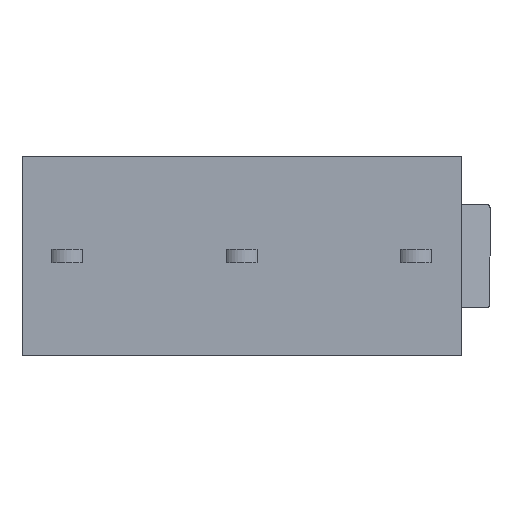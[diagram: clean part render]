
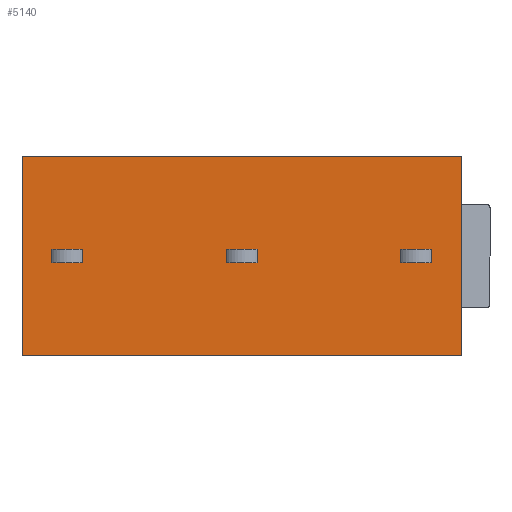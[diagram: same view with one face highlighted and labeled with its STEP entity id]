
A CAD part, front view. The second image highlights one B-rep face of the part: STEP entity #5140.
In plain terms, the highlighted planar face has unit normal (0, -1, 0).
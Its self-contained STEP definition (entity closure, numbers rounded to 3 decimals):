
#238=FACE_BOUND('',#828,.T.);
#239=FACE_BOUND('',#829,.T.);
#240=FACE_BOUND('',#830,.T.);
#538=FACE_OUTER_BOUND('',#827,.T.);
#827=EDGE_LOOP('',(#4284,#4285,#4286,#4287));
#828=EDGE_LOOP('',(#4288,#4289,#4290,#4291));
#829=EDGE_LOOP('',(#4292,#4293,#4294,#4295));
#830=EDGE_LOOP('',(#4296,#4297,#4298,#4299));
#1301=LINE('',#8737,#1858);
#1314=LINE('',#8785,#1871);
#1315=LINE('',#8787,#1872);
#1316=LINE('',#8789,#1873);
#1317=LINE('',#8790,#1874);
#1318=LINE('',#8793,#1875);
#1319=LINE('',#8795,#1876);
#1320=LINE('',#8797,#1877);
#1321=LINE('',#8798,#1878);
#1322=LINE('',#8801,#1879);
#1323=LINE('',#8803,#1880);
#1324=LINE('',#8805,#1881);
#1325=LINE('',#8806,#1882);
#1326=LINE('',#8808,#1883);
#1327=LINE('',#8810,#1884);
#1328=LINE('',#8811,#1885);
#1858=VECTOR('',#6279,1000.);
#1871=VECTOR('',#6328,1000.);
#1872=VECTOR('',#6329,1000.);
#1873=VECTOR('',#6330,1000.);
#1874=VECTOR('',#6331,1000.);
#1875=VECTOR('',#6332,1000.);
#1876=VECTOR('',#6333,1000.);
#1877=VECTOR('',#6334,1000.);
#1878=VECTOR('',#6335,1000.);
#1879=VECTOR('',#6336,1000.);
#1880=VECTOR('',#6337,1000.);
#1881=VECTOR('',#6338,1000.);
#1882=VECTOR('',#6339,1000.);
#1883=VECTOR('',#6340,1000.);
#1884=VECTOR('',#6341,1000.);
#1885=VECTOR('',#6342,1000.);
#2372=VERTEX_POINT('',#8733);
#2373=VERTEX_POINT('',#8735);
#2389=VERTEX_POINT('',#8783);
#2390=VERTEX_POINT('',#8784);
#2391=VERTEX_POINT('',#8786);
#2392=VERTEX_POINT('',#8788);
#2393=VERTEX_POINT('',#8791);
#2394=VERTEX_POINT('',#8792);
#2395=VERTEX_POINT('',#8794);
#2396=VERTEX_POINT('',#8796);
#2397=VERTEX_POINT('',#8799);
#2398=VERTEX_POINT('',#8800);
#2399=VERTEX_POINT('',#8802);
#2400=VERTEX_POINT('',#8804);
#2401=VERTEX_POINT('',#8807);
#2402=VERTEX_POINT('',#8809);
#3033=EDGE_CURVE('',#2373,#2372,#1301,.T.);
#3056=EDGE_CURVE('',#2389,#2390,#1314,.T.);
#3057=EDGE_CURVE('',#2391,#2390,#1315,.T.);
#3058=EDGE_CURVE('',#2392,#2391,#1316,.T.);
#3059=EDGE_CURVE('',#2392,#2389,#1317,.T.);
#3060=EDGE_CURVE('',#2393,#2394,#1318,.T.);
#3061=EDGE_CURVE('',#2395,#2393,#1319,.T.);
#3062=EDGE_CURVE('',#2396,#2395,#1320,.T.);
#3063=EDGE_CURVE('',#2394,#2396,#1321,.T.);
#3064=EDGE_CURVE('',#2397,#2398,#1322,.T.);
#3065=EDGE_CURVE('',#2399,#2397,#1323,.T.);
#3066=EDGE_CURVE('',#2400,#2399,#1324,.T.);
#3067=EDGE_CURVE('',#2398,#2400,#1325,.T.);
#3068=EDGE_CURVE('',#2401,#2373,#1326,.T.);
#3069=EDGE_CURVE('',#2402,#2401,#1327,.T.);
#3070=EDGE_CURVE('',#2372,#2402,#1328,.T.);
#4284=ORIENTED_EDGE('',*,*,#3056,.T.);
#4285=ORIENTED_EDGE('',*,*,#3057,.F.);
#4286=ORIENTED_EDGE('',*,*,#3058,.F.);
#4287=ORIENTED_EDGE('',*,*,#3059,.T.);
#4288=ORIENTED_EDGE('',*,*,#3060,.F.);
#4289=ORIENTED_EDGE('',*,*,#3061,.F.);
#4290=ORIENTED_EDGE('',*,*,#3062,.F.);
#4291=ORIENTED_EDGE('',*,*,#3063,.F.);
#4292=ORIENTED_EDGE('',*,*,#3064,.F.);
#4293=ORIENTED_EDGE('',*,*,#3065,.F.);
#4294=ORIENTED_EDGE('',*,*,#3066,.F.);
#4295=ORIENTED_EDGE('',*,*,#3067,.F.);
#4296=ORIENTED_EDGE('',*,*,#3033,.F.);
#4297=ORIENTED_EDGE('',*,*,#3068,.F.);
#4298=ORIENTED_EDGE('',*,*,#3069,.F.);
#4299=ORIENTED_EDGE('',*,*,#3070,.F.);
#4889=PLANE('',#5454);
#5140=ADVANCED_FACE('',(#538,#238,#239,#240),#4889,.F.);
#5454=AXIS2_PLACEMENT_3D('',#8782,#6326,#6327);
#6279=DIRECTION('',(0.,0.,-1.));
#6326=DIRECTION('center_axis',(0.,1.,0.));
#6327=DIRECTION('ref_axis',(-1.,0.,0.));
#6328=DIRECTION('',(1.,0.,0.));
#6329=DIRECTION('',(0.,0.,-1.));
#6330=DIRECTION('',(1.,0.,0.));
#6331=DIRECTION('',(0.,0.,-1.));
#6332=DIRECTION('',(0.,0.,1.));
#6333=DIRECTION('',(1.,0.,0.));
#6334=DIRECTION('',(0.,0.,-1.));
#6335=DIRECTION('',(-1.,0.,0.));
#6336=DIRECTION('',(0.,0.,-1.));
#6337=DIRECTION('',(-1.,0.,0.));
#6338=DIRECTION('',(0.,0.,1.));
#6339=DIRECTION('',(1.,0.,0.));
#6340=DIRECTION('',(-1.,0.,0.));
#6341=DIRECTION('',(0.,0.,1.));
#6342=DIRECTION('',(1.,0.,0.));
#8733=CARTESIAN_POINT('',(-3.7,-1.5,-0.2));
#8735=CARTESIAN_POINT('',(-3.7,-1.5,0.2));
#8737=CARTESIAN_POINT('',(-3.7,-1.5,0.2));
#8782=CARTESIAN_POINT('Origin',(-9.65,-1.5,2.9));
#8783=CARTESIAN_POINT('',(-9.65,-1.5,-2.9));
#8784=CARTESIAN_POINT('',(3.15,-1.5,-2.9));
#8785=CARTESIAN_POINT('',(-9.65,-1.5,-2.9));
#8786=CARTESIAN_POINT('',(3.15,-1.5,2.9));
#8787=CARTESIAN_POINT('',(3.15,-1.5,2.9));
#8788=CARTESIAN_POINT('',(-9.65,-1.5,2.9));
#8789=CARTESIAN_POINT('',(-9.65,-1.5,2.9));
#8790=CARTESIAN_POINT('',(-9.65,-1.5,2.9));
#8791=CARTESIAN_POINT('',(-7.88,-1.5,-0.2));
#8792=CARTESIAN_POINT('',(-7.88,-1.5,0.2));
#8793=CARTESIAN_POINT('',(-7.88,-1.5,0.2));
#8794=CARTESIAN_POINT('',(-8.78,-1.5,-0.2));
#8795=CARTESIAN_POINT('',(-7.88,-1.5,-0.2));
#8796=CARTESIAN_POINT('',(-8.78,-1.5,0.2));
#8797=CARTESIAN_POINT('',(-8.78,-1.5,0.2));
#8798=CARTESIAN_POINT('',(-7.88,-1.5,0.2));
#8799=CARTESIAN_POINT('',(1.38,-1.5,0.2));
#8800=CARTESIAN_POINT('',(1.38,-1.5,-0.2));
#8801=CARTESIAN_POINT('',(1.38,-1.5,0.2));
#8802=CARTESIAN_POINT('',(2.28,-1.5,0.2));
#8803=CARTESIAN_POINT('',(1.38,-1.5,0.2));
#8804=CARTESIAN_POINT('',(2.28,-1.5,-0.2));
#8805=CARTESIAN_POINT('',(2.28,-1.5,0.2));
#8806=CARTESIAN_POINT('',(1.38,-1.5,-0.2));
#8807=CARTESIAN_POINT('',(-2.8,-1.5,0.2));
#8808=CARTESIAN_POINT('',(-3.7,-1.5,0.2));
#8809=CARTESIAN_POINT('',(-2.8,-1.5,-0.2));
#8810=CARTESIAN_POINT('',(-2.8,-1.5,0.2));
#8811=CARTESIAN_POINT('',(-3.7,-1.5,-0.2));
